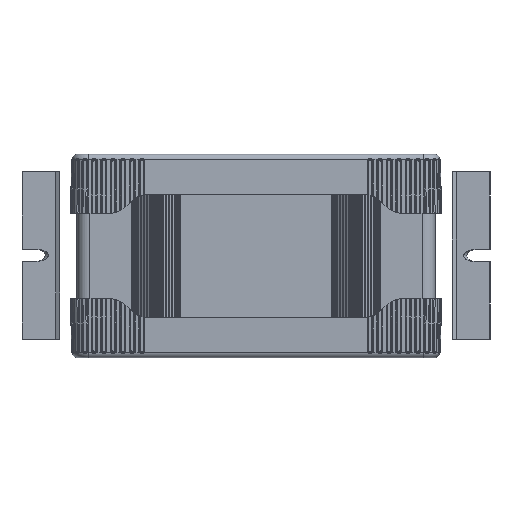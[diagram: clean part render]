
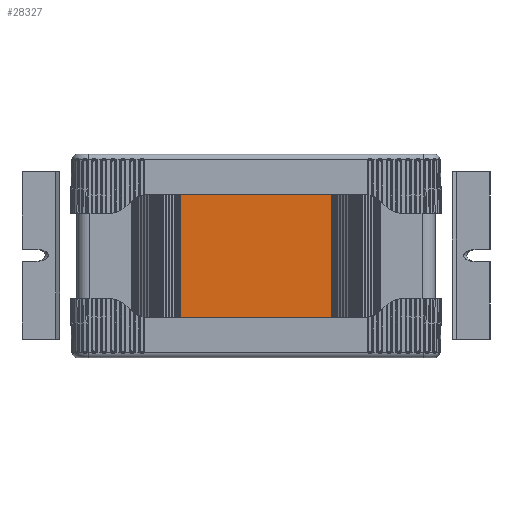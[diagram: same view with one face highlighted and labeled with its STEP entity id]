
A CAD part, front view. The second image highlights one B-rep face of the part: STEP entity #28327.
In plain terms, the highlighted planar face has unit normal (0, -1, 0).
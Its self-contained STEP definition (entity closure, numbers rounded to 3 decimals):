
#1860 = LINE ( 'NONE', #28753, #64339 ) ;
#3584 = DIRECTION ( 'NONE',  ( 1., 0., 0. ) ) ;
#5158 = ORIENTED_EDGE ( 'NONE', *, *, #38559, .T. ) ;
#6199 = PLANE ( 'NONE',  #54761 ) ;
#6424 = LINE ( 'NONE', #54033, #70639 ) ;
#7590 = ORIENTED_EDGE ( 'NONE', *, *, #65779, .F. ) ;
#8288 = DIRECTION ( 'NONE',  ( 0., 0., -1. ) ) ;
#11557 = DIRECTION ( 'NONE',  ( 1., 0., 0. ) ) ;
#12274 = VECTOR ( 'NONE', #3584, 1000. ) ;
#16633 = ORIENTED_EDGE ( 'NONE', *, *, #38677, .F. ) ;
#17142 = LINE ( 'NONE', #37537, #33236 ) ;
#18482 = DIRECTION ( 'NONE',  ( 0., 0., 1. ) ) ;
#22702 = CARTESIAN_POINT ( 'NONE',  ( 35.968, -26.25, 40.25 ) ) ;
#25550 = VERTEX_POINT ( 'NONE', #22702 ) ;
#28327 = ADVANCED_FACE ( 'NONE', ( #32155 ), #6199, .F. ) ;
#28431 = LINE ( 'NONE', #63907, #12274 ) ;
#28753 = CARTESIAN_POINT ( 'NONE',  ( 35.968, -26.25, 40.25 ) ) ;
#32155 = FACE_OUTER_BOUND ( 'NONE', #55437, .T. ) ;
#33236 = VECTOR ( 'NONE', #8288, 1000. ) ;
#34869 = DIRECTION ( 'NONE',  ( 0., 0., -1. ) ) ;
#35321 = EDGE_CURVE ( 'NONE', #42674, #64366, #6424, .T. ) ;
#37537 = CARTESIAN_POINT ( 'NONE',  ( -35.968, -26.25, 40.25 ) ) ;
#38559 = EDGE_CURVE ( 'NONE', #62051, #42674, #17142, .T. ) ;
#38677 = EDGE_CURVE ( 'NONE', #25550, #64366, #1860, .T. ) ;
#39351 = CARTESIAN_POINT ( 'NONE',  ( -35.968, -26.25, -40.25 ) ) ;
#41762 = CARTESIAN_POINT ( 'NONE',  ( 35.968, -26.25, -40.25 ) ) ;
#42674 = VERTEX_POINT ( 'NONE', #39351 ) ;
#47832 = ORIENTED_EDGE ( 'NONE', *, *, #35321, .T. ) ;
#48635 = CARTESIAN_POINT ( 'NONE',  ( -35.968, -26.25, 40.25 ) ) ;
#54033 = CARTESIAN_POINT ( 'NONE',  ( -35.968, -26.25, -40.25 ) ) ;
#54758 = DIRECTION ( 'NONE',  ( 0., 1., 0. ) ) ;
#54761 = AXIS2_PLACEMENT_3D ( 'NONE', #48635, #54758, #18482 ) ;
#55437 = EDGE_LOOP ( 'NONE', ( #47832, #16633, #7590, #5158 ) ) ;
#62051 = VERTEX_POINT ( 'NONE', #76421 ) ;
#63907 = CARTESIAN_POINT ( 'NONE',  ( -35.968, -26.25, 40.25 ) ) ;
#64339 = VECTOR ( 'NONE', #34869, 1000. ) ;
#64366 = VERTEX_POINT ( 'NONE', #41762 ) ;
#65779 = EDGE_CURVE ( 'NONE', #62051, #25550, #28431, .T. ) ;
#70639 = VECTOR ( 'NONE', #11557, 1000. ) ;
#76421 = CARTESIAN_POINT ( 'NONE',  ( -35.968, -26.25, 40.25 ) ) ;
